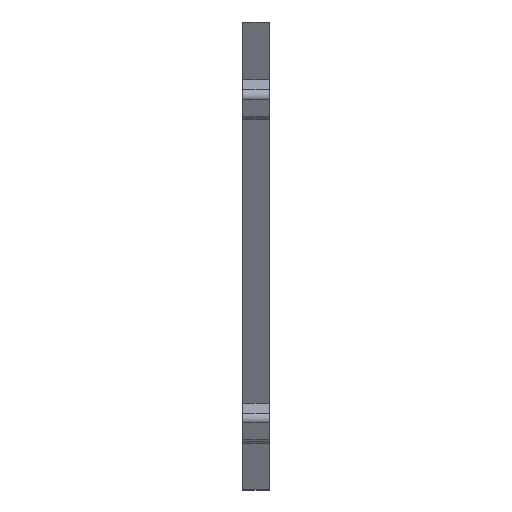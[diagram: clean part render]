
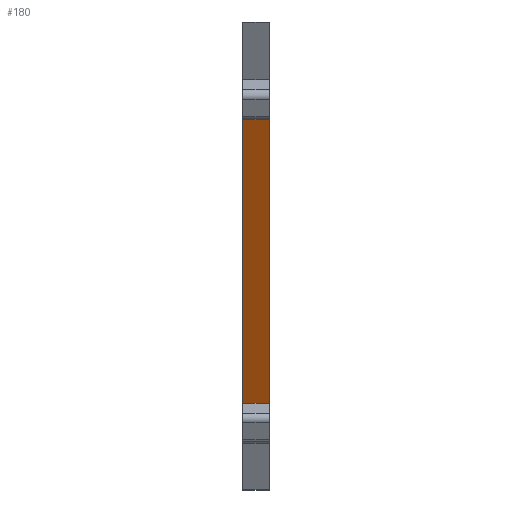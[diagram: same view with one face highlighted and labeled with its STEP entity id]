
A CAD part, left-side view. The second image highlights one B-rep face of the part: STEP entity #180.
In plain terms, the highlighted planar face has unit normal (-0.866, 0, -0.5).
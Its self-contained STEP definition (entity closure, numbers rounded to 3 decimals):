
#2 = EDGE_CURVE ( 'NONE', #537, #687, #523, .T. ) ;
#17 = EDGE_LOOP ( 'NONE', ( #221, #551, #444, #530 ) ) ;
#21 = DIRECTION ( 'NONE',  ( 0., 1., 0. ) ) ;
#28 = LINE ( 'NONE', #508, #661 ) ;
#71 = CARTESIAN_POINT ( 'NONE',  ( -633.094, -1174.305, -1270.5 ) ) ;
#75 = VECTOR ( 'NONE', #469, 1000. ) ;
#78 = CARTESIAN_POINT ( 'NONE',  ( -633.094, -1170.305, -1270.5 ) ) ;
#104 = VERTEX_POINT ( 'NONE', #717 ) ;
#116 = CARTESIAN_POINT ( 'NONE',  ( -640.594, -1170.305, -1257.51 ) ) ;
#138 = CARTESIAN_POINT ( 'NONE',  ( -640.594, -1174.305, -1257.51 ) ) ;
#145 = FACE_OUTER_BOUND ( 'NONE', #17, .T. ) ;
#180 = ADVANCED_FACE ( 'NONE', ( #145 ), #618, .F. ) ;
#221 = ORIENTED_EDGE ( 'NONE', *, *, #2, .F. ) ;
#272 = VERTEX_POINT ( 'NONE', #517 ) ;
#345 = EDGE_CURVE ( 'NONE', #272, #104, #565, .T. ) ;
#350 = EDGE_CURVE ( 'NONE', #687, #104, #28, .T. ) ;
#385 = DIRECTION ( 'NONE',  ( 0.866, 0., 0.5 ) ) ;
#394 = DIRECTION ( 'NONE',  ( -0.5, 0., 0.866 ) ) ;
#413 = LINE ( 'NONE', #71, #453 ) ;
#434 = DIRECTION ( 'NONE',  ( -0.5, 0., 0.866 ) ) ;
#444 = ORIENTED_EDGE ( 'NONE', *, *, #345, .T. ) ;
#453 = VECTOR ( 'NONE', #434, 1000. ) ;
#460 = EDGE_CURVE ( 'NONE', #537, #272, #413, .T. ) ;
#469 = DIRECTION ( 'NONE',  ( 0., 1., 0. ) ) ;
#508 = CARTESIAN_POINT ( 'NONE',  ( -633.094, -1170.305, -1270.5 ) ) ;
#516 = AXIS2_PLACEMENT_3D ( 'NONE', #78, #385, #394 ) ;
#517 = CARTESIAN_POINT ( 'NONE',  ( -666.008, -1174.305, -1213.49 ) ) ;
#523 = LINE ( 'NONE', #761, #75 ) ;
#530 = ORIENTED_EDGE ( 'NONE', *, *, #350, .F. ) ;
#537 = VERTEX_POINT ( 'NONE', #138 ) ;
#551 = ORIENTED_EDGE ( 'NONE', *, *, #460, .T. ) ;
#565 = LINE ( 'NONE', #629, #596 ) ;
#596 = VECTOR ( 'NONE', #21, 1000. ) ;
#618 = PLANE ( 'NONE',  #516 ) ;
#629 = CARTESIAN_POINT ( 'NONE',  ( -666.008, -1170.305, -1213.49 ) ) ;
#661 = VECTOR ( 'NONE', #743, 1000. ) ;
#687 = VERTEX_POINT ( 'NONE', #116 ) ;
#717 = CARTESIAN_POINT ( 'NONE',  ( -666.008, -1170.305, -1213.49 ) ) ;
#743 = DIRECTION ( 'NONE',  ( -0.5, 0., 0.866 ) ) ;
#761 = CARTESIAN_POINT ( 'NONE',  ( -640.594, -1170.305, -1257.51 ) ) ;
